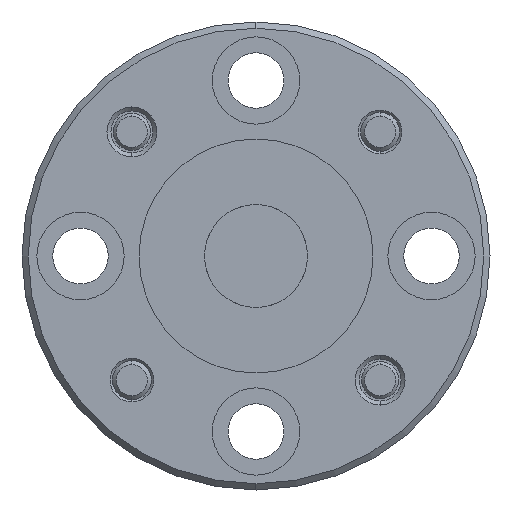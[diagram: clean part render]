
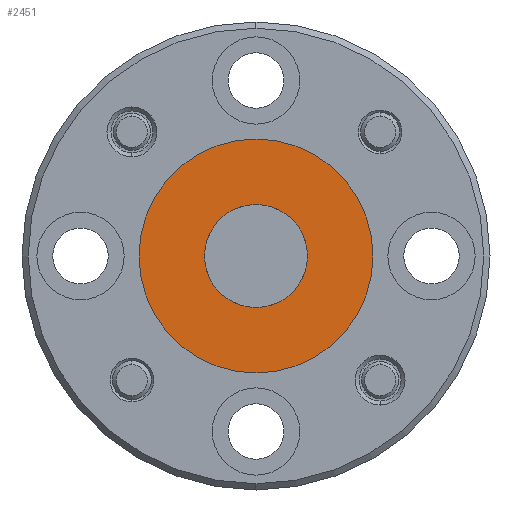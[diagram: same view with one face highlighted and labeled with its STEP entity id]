
A CAD part, left-side view. The second image highlights one B-rep face of the part: STEP entity #2451.
In plain terms, the highlighted planar face has unit normal (-1, 0, 0).
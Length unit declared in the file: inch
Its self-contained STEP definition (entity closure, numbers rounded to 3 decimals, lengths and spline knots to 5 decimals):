
#76 = DIRECTION ( 'NONE',  ( -1., 0., 0. ) ) ;
#94 = CARTESIAN_POINT ( 'NONE',  ( -3.0387, 0.69679, 0.96421 ) ) ;
#100 = CARTESIAN_POINT ( 'NONE',  ( -3.0387, 0.56708, 0.86309 ) ) ;
#124 = PLANE ( 'NONE',  #1608 ) ;
#209 = B_SPLINE_CURVE_WITH_KNOTS ( 'NONE', 3,
 ( #1116, #2399, #3377, #1818, #3051, #1766, #1478, #4049, #1497, #3990 ),
 .UNSPECIFIED., .F., .F.,
 ( 4, 2, 2, 2, 4 ),
 ( 0., 0.25, 0.5, 0.75, 1. ),
 .UNSPECIFIED. ) ;
#242 = VERTEX_POINT ( 'NONE', #3319 ) ;
#314 = DIRECTION ( 'NONE',  ( 0., 0., -1. ) ) ;
#410 = EDGE_CURVE ( 'NONE', #975, #470, #1077, .T. ) ;
#470 = VERTEX_POINT ( 'NONE', #3752 ) ;
#520 = ORIENTED_EDGE ( 'NONE', *, *, #1727, .F. ) ;
#648 = CARTESIAN_POINT ( 'NONE',  ( -3.0387, 0.63846, 0.90588 ) ) ;
#722 = CARTESIAN_POINT ( 'NONE',  ( -3.0387, 0.58012, 0.96421 ) ) ;
#777 = CARTESIAN_POINT ( 'NONE',  ( -3.0387, 0.82596, 0.90588 ) ) ;
#790 = CARTESIAN_POINT ( 'NONE',  ( -3.0387, 0.59567, 0.97725 ) ) ;
#877 = CARTESIAN_POINT ( 'NONE',  ( -3.0387, 0.587, 0.84067 ) ) ;
#890 = B_SPLINE_CURVE_WITH_KNOTS ( 'NONE', 3,
 ( #4099, #1559, #1856, #3429, #2502, #2199, #2186, #1841, #877, #2806 ),
 .UNSPECIFIED., .F., .F.,
 ( 4, 2, 2, 2, 4 ),
 ( 0., 0.25, 0.5, 0.75, 1. ),
 .UNSPECIFIED. ) ;
#975 = VERTEX_POINT ( 'NONE', #4148 ) ;
#1052 = CARTESIAN_POINT ( 'NONE',  ( -3.0387, 0.55841, 0.88313 ) ) ;
#1067 = CARTESIAN_POINT ( 'NONE',  ( -3.0387, 0.55841, 0.92862 ) ) ;
#1077 = B_SPLINE_CURVE_WITH_KNOTS ( 'NONE', 3,
 ( #2117, #4002, #790, #3696, #3075, #3644, #2382, #1728, #2063, #94 ),
 .UNSPECIFIED., .F., .F.,
 ( 4, 2, 2, 2, 4 ),
 ( 0., 0.25, 0.5, 0.75, 1. ),
 .UNSPECIFIED. ) ;
#1116 = CARTESIAN_POINT ( 'NONE',  ( -3.0387, 0.69679, 0.96421 ) ) ;
#1127 = AXIS2_PLACEMENT_3D ( 'NONE', #1212, #3124, #1171 ) ;
#1135 = ORIENTED_EDGE ( 'NONE', *, *, #1951, .F. ) ;
#1171 = DIRECTION ( 'NONE',  ( 0., 0., -1. ) ) ;
#1212 = CARTESIAN_POINT ( 'NONE',  ( -3.0387, 0.63846, 0.90588 ) ) ;
#1306 = VERTEX_POINT ( 'NONE', #2139 ) ;
#1349 = DIRECTION ( 'NONE',  ( 1., 0., 0. ) ) ;
#1478 = CARTESIAN_POINT ( 'NONE',  ( -3.0387, 0.71851, 0.88313 ) ) ;
#1481 = FACE_OUTER_BOUND ( 'NONE', #3711, .T. ) ;
#1497 = CARTESIAN_POINT ( 'NONE',  ( -3.0387, 0.70367, 0.85442 ) ) ;
#1559 = CARTESIAN_POINT ( 'NONE',  ( -3.0387, 0.68992, 0.84067 ) ) ;
#1589 = CIRCLE ( 'NONE', #1127, 0.1875 ) ;
#1608 = AXIS2_PLACEMENT_3D ( 'NONE', #777, #76, #3034 ) ;
#1694 = CARTESIAN_POINT ( 'NONE',  ( -3.0387, 0.55596, 0.91727 ) ) ;
#1719 = CARTESIAN_POINT ( 'NONE',  ( -3.0387, 0.57325, 0.95734 ) ) ;
#1727 = EDGE_CURVE ( 'NONE', #3342, #975, #3409, .T. ) ;
#1728 = CARTESIAN_POINT ( 'NONE',  ( -3.0387, 0.68125, 0.97725 ) ) ;
#1766 = CARTESIAN_POINT ( 'NONE',  ( -3.0387, 0.72096, 0.89449 ) ) ;
#1769 = ORIENTED_EDGE ( 'NONE', *, *, #2834, .F. ) ;
#1818 = CARTESIAN_POINT ( 'NONE',  ( -3.0387, 0.71851, 0.92862 ) ) ;
#1841 = CARTESIAN_POINT ( 'NONE',  ( -3.0387, 0.59567, 0.8345 ) ) ;
#1856 = CARTESIAN_POINT ( 'NONE',  ( -3.0387, 0.68125, 0.8345 ) ) ;
#1906 = EDGE_CURVE ( 'NONE', #2776, #3342, #890, .T. ) ;
#1909 = CARTESIAN_POINT ( 'NONE',  ( -3.0387, 0.58012, 0.84754 ) ) ;
#1933 = ORIENTED_EDGE ( 'NONE', *, *, #410, .F. ) ;
#1951 = EDGE_CURVE ( 'NONE', #1306, #242, #1589, .T. ) ;
#2010 = CARTESIAN_POINT ( 'NONE',  ( -3.0387, 0.55596, 0.89449 ) ) ;
#2063 = CARTESIAN_POINT ( 'NONE',  ( -3.0387, 0.68992, 0.97109 ) ) ;
#2117 = CARTESIAN_POINT ( 'NONE',  ( -3.0387, 0.58012, 0.96421 ) ) ;
#2139 = CARTESIAN_POINT ( 'NONE',  ( -3.0387, 0.63846, 1.09338 ) ) ;
#2186 = CARTESIAN_POINT ( 'NONE',  ( -3.0387, 0.61571, 0.82582 ) ) ;
#2199 = CARTESIAN_POINT ( 'NONE',  ( -3.0387, 0.62707, 0.82338 ) ) ;
#2265 = EDGE_LOOP ( 'NONE', ( #3699, #3418, #1933, #520 ) ) ;
#2295 = CIRCLE ( 'NONE', #3619, 0.1875 ) ;
#2382 = CARTESIAN_POINT ( 'NONE',  ( -3.0387, 0.6612, 0.98593 ) ) ;
#2399 = CARTESIAN_POINT ( 'NONE',  ( -3.0387, 0.70367, 0.95734 ) ) ;
#2451 = ADVANCED_FACE ( 'NONE', ( #3487, #1481 ), #124, .T. ) ;
#2502 = CARTESIAN_POINT ( 'NONE',  ( -3.0387, 0.64985, 0.82338 ) ) ;
#2673 = CARTESIAN_POINT ( 'NONE',  ( -3.0387, 0.58012, 0.84754 ) ) ;
#2776 = VERTEX_POINT ( 'NONE', #3171 ) ;
#2806 = CARTESIAN_POINT ( 'NONE',  ( -3.0387, 0.58012, 0.84754 ) ) ;
#2834 = EDGE_CURVE ( 'NONE', #242, #1306, #2295, .T. ) ;
#2964 = CARTESIAN_POINT ( 'NONE',  ( -3.0387, 0.56708, 0.94867 ) ) ;
#3034 = DIRECTION ( 'NONE',  ( 0., 0., 1. ) ) ;
#3051 = CARTESIAN_POINT ( 'NONE',  ( -3.0387, 0.72096, 0.91727 ) ) ;
#3075 = CARTESIAN_POINT ( 'NONE',  ( -3.0387, 0.62707, 0.98838 ) ) ;
#3124 = DIRECTION ( 'NONE',  ( 1., 0., 0. ) ) ;
#3171 = CARTESIAN_POINT ( 'NONE',  ( -3.0387, 0.69679, 0.84754 ) ) ;
#3296 = CARTESIAN_POINT ( 'NONE',  ( -3.0387, 0.57325, 0.85442 ) ) ;
#3319 = CARTESIAN_POINT ( 'NONE',  ( -3.0387, 0.63846, 0.71838 ) ) ;
#3342 = VERTEX_POINT ( 'NONE', #1909 ) ;
#3377 = CARTESIAN_POINT ( 'NONE',  ( -3.0387, 0.70983, 0.94867 ) ) ;
#3409 = B_SPLINE_CURVE_WITH_KNOTS ( 'NONE', 3,
 ( #2673, #3296, #100, #1052, #2010, #1694, #1067, #2964, #1719, #722 ),
 .UNSPECIFIED., .F., .F.,
 ( 4, 2, 2, 2, 4 ),
 ( 0., 0.25, 0.5, 0.75, 1. ),
 .UNSPECIFIED. ) ;
#3418 = ORIENTED_EDGE ( 'NONE', *, *, #3791, .F. ) ;
#3429 = CARTESIAN_POINT ( 'NONE',  ( -3.0387, 0.6612, 0.82582 ) ) ;
#3487 = FACE_BOUND ( 'NONE', #2265, .T. ) ;
#3619 = AXIS2_PLACEMENT_3D ( 'NONE', #648, #1349, #314 ) ;
#3644 = CARTESIAN_POINT ( 'NONE',  ( -3.0387, 0.64985, 0.98838 ) ) ;
#3696 = CARTESIAN_POINT ( 'NONE',  ( -3.0387, 0.61571, 0.98593 ) ) ;
#3699 = ORIENTED_EDGE ( 'NONE', *, *, #1906, .F. ) ;
#3711 = EDGE_LOOP ( 'NONE', ( #1769, #1135 ) ) ;
#3752 = CARTESIAN_POINT ( 'NONE',  ( -3.0387, 0.69679, 0.96421 ) ) ;
#3791 = EDGE_CURVE ( 'NONE', #470, #2776, #209, .T. ) ;
#3990 = CARTESIAN_POINT ( 'NONE',  ( -3.0387, 0.69679, 0.84754 ) ) ;
#4002 = CARTESIAN_POINT ( 'NONE',  ( -3.0387, 0.587, 0.97109 ) ) ;
#4049 = CARTESIAN_POINT ( 'NONE',  ( -3.0387, 0.70983, 0.86309 ) ) ;
#4099 = CARTESIAN_POINT ( 'NONE',  ( -3.0387, 0.69679, 0.84754 ) ) ;
#4148 = CARTESIAN_POINT ( 'NONE',  ( -3.0387, 0.58012, 0.96421 ) ) ;
